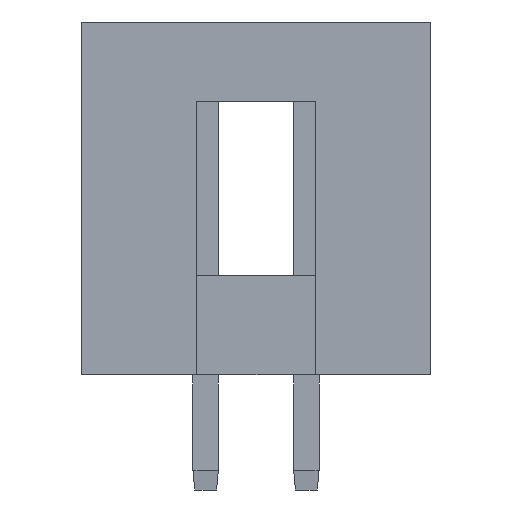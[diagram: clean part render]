
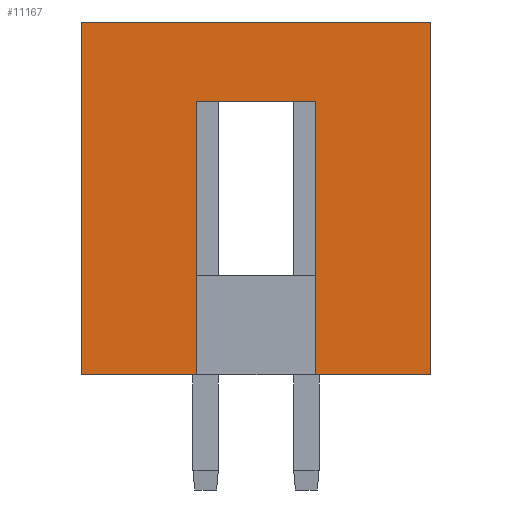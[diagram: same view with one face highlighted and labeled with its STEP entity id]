
A CAD part, left-side view. The second image highlights one B-rep face of the part: STEP entity #11167.
In plain terms, the highlighted planar face has unit normal (-1, 0, 0).
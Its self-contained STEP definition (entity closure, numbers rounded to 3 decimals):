
#30 = VERTEX_POINT ( 'NONE', #9774 ) ;
#217 = VECTOR ( 'NONE', #2583, 1000. ) ;
#285 = ORIENTED_EDGE ( 'NONE', *, *, #8756, .F. ) ;
#490 = LINE ( 'NONE', #7050, #217 ) ;
#906 = CARTESIAN_POINT ( 'NONE',  ( -16.65, -4.13, 8.9 ) ) ;
#991 = VERTEX_POINT ( 'NONE', #5317 ) ;
#1173 = PLANE ( 'NONE',  #6228 ) ;
#1365 = DIRECTION ( 'NONE',  ( 0., 1., 0. ) ) ;
#1422 = DIRECTION ( 'NONE',  ( 0., -1., 0. ) ) ;
#1462 = CARTESIAN_POINT ( 'NONE',  ( -16.65, -1.23, 6.9 ) ) ;
#1474 = LINE ( 'NONE', #2058, #5950 ) ;
#1591 = EDGE_CURVE ( 'NONE', #3488, #2570, #2548, .T. ) ;
#1983 = CARTESIAN_POINT ( 'NONE',  ( -16.65, 1.77, 6.9 ) ) ;
#2058 = CARTESIAN_POINT ( 'NONE',  ( -16.65, -4.13, 2.5 ) ) ;
#2271 = VECTOR ( 'NONE', #6327, 1000. ) ;
#2489 = EDGE_CURVE ( 'NONE', #5153, #4144, #5846, .T. ) ;
#2548 = LINE ( 'NONE', #4508, #2271 ) ;
#2570 = VERTEX_POINT ( 'NONE', #7028 ) ;
#2583 = DIRECTION ( 'NONE',  ( 0., -1., 0. ) ) ;
#2635 = VERTEX_POINT ( 'NONE', #906 ) ;
#3123 = VERTEX_POINT ( 'NONE', #3425 ) ;
#3159 = CARTESIAN_POINT ( 'NONE',  ( -16.65, 1.77, 6.9 ) ) ;
#3283 = DIRECTION ( 'NONE',  ( 0., 0., -1. ) ) ;
#3425 = CARTESIAN_POINT ( 'NONE',  ( -16.65, 4.67, 0. ) ) ;
#3488 = VERTEX_POINT ( 'NONE', #1983 ) ;
#3791 = DIRECTION ( 'NONE',  ( 0., -1., 0. ) ) ;
#3865 = DIRECTION ( 'NONE',  ( 0., 0., -1. ) ) ;
#4064 = FACE_OUTER_BOUND ( 'NONE', #8809, .T. ) ;
#4144 = VERTEX_POINT ( 'NONE', #9065 ) ;
#4508 = CARTESIAN_POINT ( 'NONE',  ( -16.65, 1.77, 6.9 ) ) ;
#4753 = CARTESIAN_POINT ( 'NONE',  ( -16.65, 4.67, 2.5 ) ) ;
#5047 = ORIENTED_EDGE ( 'NONE', *, *, #11589, .F. ) ;
#5150 = LINE ( 'NONE', #9166, #9957 ) ;
#5153 = VERTEX_POINT ( 'NONE', #8432 ) ;
#5317 = CARTESIAN_POINT ( 'NONE',  ( -16.65, 4.67, 8.9 ) ) ;
#5652 = DIRECTION ( 'NONE',  ( 0., 0., -1. ) ) ;
#5678 = ORIENTED_EDGE ( 'NONE', *, *, #6663, .T. ) ;
#5830 = CARTESIAN_POINT ( 'NONE',  ( -16.65, 4.67, 0. ) ) ;
#5846 = LINE ( 'NONE', #1462, #10630 ) ;
#5889 = LINE ( 'NONE', #3159, #10682 ) ;
#5950 = VECTOR ( 'NONE', #3865, 1000. ) ;
#6142 = LINE ( 'NONE', #6670, #10651 ) ;
#6228 = AXIS2_PLACEMENT_3D ( 'NONE', #4753, #11042, #5652 ) ;
#6327 = DIRECTION ( 'NONE',  ( 0., 0., -1. ) ) ;
#6663 = EDGE_CURVE ( 'NONE', #3123, #2570, #5150, .T. ) ;
#6670 = CARTESIAN_POINT ( 'NONE',  ( -16.65, 4.67, 2.5 ) ) ;
#6826 = ORIENTED_EDGE ( 'NONE', *, *, #11302, .T. ) ;
#7028 = CARTESIAN_POINT ( 'NONE',  ( -16.65, 1.77, 0. ) ) ;
#7050 = CARTESIAN_POINT ( 'NONE',  ( -16.65, 4.67, 8.9 ) ) ;
#7241 = EDGE_CURVE ( 'NONE', #2635, #30, #1474, .T. ) ;
#7584 = DIRECTION ( 'NONE',  ( 0., 0., -1. ) ) ;
#7723 = EDGE_CURVE ( 'NONE', #991, #3123, #6142, .T. ) ;
#8112 = ORIENTED_EDGE ( 'NONE', *, *, #7723, .T. ) ;
#8432 = CARTESIAN_POINT ( 'NONE',  ( -16.65, -1.23, 6.9 ) ) ;
#8602 = ORIENTED_EDGE ( 'NONE', *, *, #1591, .F. ) ;
#8756 = EDGE_CURVE ( 'NONE', #991, #2635, #490, .T. ) ;
#8809 = EDGE_LOOP ( 'NONE', ( #5047, #10246, #6826, #11297, #285, #8112, #5678, #8602 ) ) ;
#9065 = CARTESIAN_POINT ( 'NONE',  ( -16.65, -1.23, 0. ) ) ;
#9166 = CARTESIAN_POINT ( 'NONE',  ( -16.65, 4.67, 0. ) ) ;
#9774 = CARTESIAN_POINT ( 'NONE',  ( -16.65, -4.13, 0. ) ) ;
#9957 = VECTOR ( 'NONE', #3791, 1000. ) ;
#10246 = ORIENTED_EDGE ( 'NONE', *, *, #2489, .T. ) ;
#10630 = VECTOR ( 'NONE', #3283, 1000. ) ;
#10651 = VECTOR ( 'NONE', #7584, 1000. ) ;
#10682 = VECTOR ( 'NONE', #1365, 1000. ) ;
#10803 = VECTOR ( 'NONE', #1422, 1000. ) ;
#11042 = DIRECTION ( 'NONE',  ( 1., 0., 0. ) ) ;
#11163 = LINE ( 'NONE', #5830, #10803 ) ;
#11167 = ADVANCED_FACE ( 'NONE', ( #4064 ), #1173, .F. ) ;
#11297 = ORIENTED_EDGE ( 'NONE', *, *, #7241, .F. ) ;
#11302 = EDGE_CURVE ( 'NONE', #4144, #30, #11163, .T. ) ;
#11589 = EDGE_CURVE ( 'NONE', #5153, #3488, #5889, .T. ) ;
